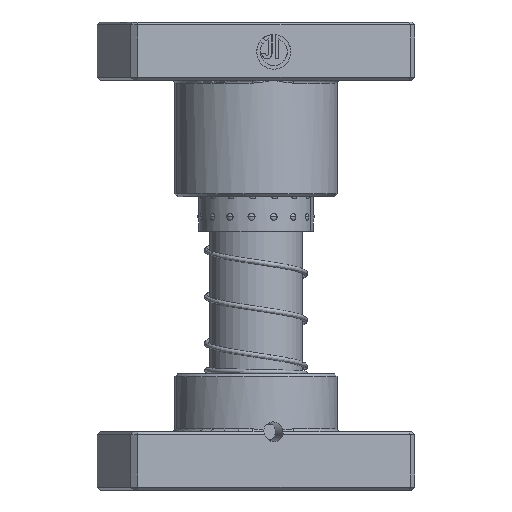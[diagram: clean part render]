
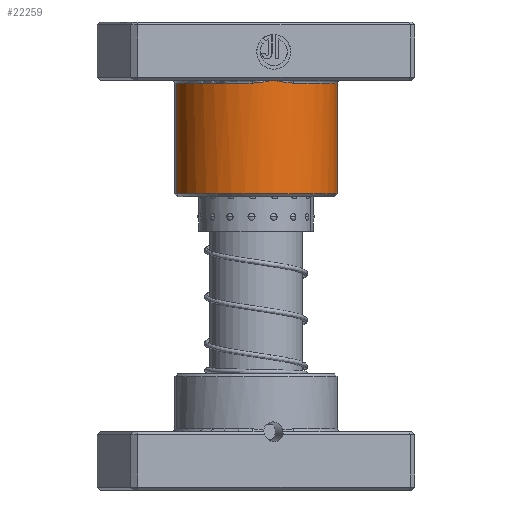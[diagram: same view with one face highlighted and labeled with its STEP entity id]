
A CAD part, front view. The second image highlights one B-rep face of the part: STEP entity #22259.
In plain terms, the highlighted cylindrical face has radius 28 mm (diameter 56 mm), a partial arc.
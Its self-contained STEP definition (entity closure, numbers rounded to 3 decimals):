
#796 = CARTESIAN_POINT ( 'NONE',  ( 7.289, 27.034, 21. ) ) ;
#1055 = ORIENTED_EDGE ( 'NONE', *, *, #27590, .T. ) ;
#1728 = CARTESIAN_POINT ( 'NONE',  ( -4.268, 27.68, 20.755 ) ) ;
#2197 = CARTESIAN_POINT ( 'NONE',  ( 0., 28., 20. ) ) ;
#4117 = CARTESIAN_POINT ( 'NONE',  ( 4.268, 27.68, 20.755 ) ) ;
#4458 = CARTESIAN_POINT ( 'NONE',  ( -28., 0., 59. ) ) ;
#4475 = VERTEX_POINT ( 'NONE', #14750 ) ;
#5055 = CARTESIAN_POINT ( 'NONE',  ( -6.081, 27.339, 20.959 ) ) ;
#5212 = VERTEX_POINT ( 'NONE', #20034 ) ;
#5243 = CIRCLE ( 'NONE', #28175, 28. ) ;
#7262 = CARTESIAN_POINT ( 'NONE',  ( 0., 0., 21. ) ) ;
#7431 = CARTESIAN_POINT ( 'NONE',  ( 2.446, 27.9, 20.46 ) ) ;
#7557 = DIRECTION ( 'NONE',  ( 0., 0., -1. ) ) ;
#8366 = CARTESIAN_POINT ( 'NONE',  ( -7.289, 27.034, 21. ) ) ;
#9059 = CARTESIAN_POINT ( 'NONE',  ( 0., 0., 60. ) ) ;
#10609 = DIRECTION ( 'NONE',  ( 1., 0., 0. ) ) ;
#10787 = CARTESIAN_POINT ( 'NONE',  ( 1.223, 27.975, 20.234 ) ) ;
#12228 = VECTOR ( 'NONE', #29740, 1000. ) ;
#13086 = B_SPLINE_CURVE_WITH_KNOTS ( 'NONE', 3,
 ( #796, #20632, #37114, #23968, #4117, #27321, #7431, #30646, #10787, #33946, #14124, #37253 ),
 .UNSPECIFIED., .F., .F.,
 ( 4, 2, 2, 2, 2, 4 ),
 ( 0., 0.002, 0.004, 0.006, 0.006, 0.007 ),
 .UNSPECIFIED. ) ;
#14124 = CARTESIAN_POINT ( 'NONE',  ( 0.304, 28., 20.058 ) ) ;
#14551 = EDGE_CURVE ( 'NONE', #17289, #36178, #13086, .T. ) ;
#14750 = CARTESIAN_POINT ( 'NONE',  ( -28., 0., 21. ) ) ;
#14909 = CARTESIAN_POINT ( 'NONE',  ( -1.223, 28., 20.235 ) ) ;
#15064 = EDGE_CURVE ( 'NONE', #42171, #4475, #38609, .T. ) ;
#15441 = FACE_OUTER_BOUND ( 'NONE', #19079, .T. ) ;
#15935 = AXIS2_PLACEMENT_3D ( 'NONE', #27455, #7557, #30784 ) ;
#16306 = CARTESIAN_POINT ( 'NONE',  ( 28., 0., 59. ) ) ;
#16417 = DIRECTION ( 'NONE',  ( 0., 0., 1. ) ) ;
#16987 = LINE ( 'NONE', #29840, #33541 ) ;
#17289 = VERTEX_POINT ( 'NONE', #32726 ) ;
#19079 = EDGE_LOOP ( 'NONE', ( #42941, #1055, #25029, #25150, #20585, #33179, #40608 ) ) ;
#20034 = CARTESIAN_POINT ( 'NONE',  ( 28., 0., 21. ) ) ;
#20585 = ORIENTED_EDGE ( 'NONE', *, *, #35503, .T. ) ;
#20632 = CARTESIAN_POINT ( 'NONE',  ( 6.685, 27.198, 21. ) ) ;
#21373 = CIRCLE ( 'NONE', #30008, 28. ) ;
#21566 = CARTESIAN_POINT ( 'NONE',  ( -2.448, 27.92, 20.472 ) ) ;
#22259 = ADVANCED_FACE ( 'NONE', ( #15441 ), #39743, .T. ) ;
#23968 = CARTESIAN_POINT ( 'NONE',  ( 4.873, 27.58, 20.837 ) ) ;
#24052 = B_SPLINE_CURVE_WITH_KNOTS ( 'NONE', 3,
 ( #41217, #14909, #21566, #1728, #24904, #5055, #28258, #8366 ),
 .UNSPECIFIED., .F., .F.,
 ( 4, 2, 2, 4 ),
 ( 0., 0.004, 0.006, 0.007 ),
 .UNSPECIFIED. ) ;
#24904 = CARTESIAN_POINT ( 'NONE',  ( -4.873, 27.58, 20.837 ) ) ;
#25029 = ORIENTED_EDGE ( 'NONE', *, *, #25971, .T. ) ;
#25150 = ORIENTED_EDGE ( 'NONE', *, *, #14551, .T. ) ;
#25971 = EDGE_CURVE ( 'NONE', #5212, #17289, #5243, .T. ) ;
#26843 = CARTESIAN_POINT ( 'NONE',  ( -28., 0., 60. ) ) ;
#27321 = CARTESIAN_POINT ( 'NONE',  ( 3.054, 27.84, 20.566 ) ) ;
#27455 = CARTESIAN_POINT ( 'NONE',  ( 0., 0., 59. ) ) ;
#27590 = EDGE_CURVE ( 'NONE', #35655, #5212, #16987, .T. ) ;
#28175 = AXIS2_PLACEMENT_3D ( 'NONE', #7262, #30489, #10609 ) ;
#28184 = VERTEX_POINT ( 'NONE', #30213 ) ;
#28258 = CARTESIAN_POINT ( 'NONE',  ( -6.685, 27.198, 21. ) ) ;
#29709 = AXIS2_PLACEMENT_3D ( 'NONE', #9059, #38852, #42046 ) ;
#29740 = DIRECTION ( 'NONE',  ( 0., 0., -1. ) ) ;
#29840 = CARTESIAN_POINT ( 'NONE',  ( 28., 0., 60. ) ) ;
#30008 = AXIS2_PLACEMENT_3D ( 'NONE', #36230, #16417, #39529 ) ;
#30213 = CARTESIAN_POINT ( 'NONE',  ( -7.289, 27.034, 21. ) ) ;
#30489 = DIRECTION ( 'NONE',  ( 0., 0., 1. ) ) ;
#30646 = CARTESIAN_POINT ( 'NONE',  ( 1.529, 27.96, 20.291 ) ) ;
#30784 = DIRECTION ( 'NONE',  ( 1., 0., 0. ) ) ;
#32726 = CARTESIAN_POINT ( 'NONE',  ( 7.289, 27.034, 21. ) ) ;
#33179 = ORIENTED_EDGE ( 'NONE', *, *, #34709, .T. ) ;
#33271 = DIRECTION ( 'NONE',  ( 0., 0., -1. ) ) ;
#33541 = VECTOR ( 'NONE', #33271, 1000. ) ;
#33946 = CARTESIAN_POINT ( 'NONE',  ( 0.611, 27.995, 20.118 ) ) ;
#34709 = EDGE_CURVE ( 'NONE', #28184, #4475, #21373, .T. ) ;
#35503 = EDGE_CURVE ( 'NONE', #36178, #28184, #24052, .T. ) ;
#35655 = VERTEX_POINT ( 'NONE', #16306 ) ;
#36178 = VERTEX_POINT ( 'NONE', #2197 ) ;
#36230 = CARTESIAN_POINT ( 'NONE',  ( 0., 0., 21. ) ) ;
#37114 = CARTESIAN_POINT ( 'NONE',  ( 6.081, 27.339, 20.959 ) ) ;
#37253 = CARTESIAN_POINT ( 'NONE',  ( 0., 28., 20. ) ) ;
#37388 = EDGE_CURVE ( 'NONE', #42171, #35655, #38160, .T. ) ;
#38160 = CIRCLE ( 'NONE', #15935, 28. ) ;
#38609 = LINE ( 'NONE', #26843, #12228 ) ;
#38852 = DIRECTION ( 'NONE',  ( 0., 0., -1. ) ) ;
#39529 = DIRECTION ( 'NONE',  ( 1., 0., 0. ) ) ;
#39743 = CYLINDRICAL_SURFACE ( 'NONE', #29709, 28. ) ;
#40608 = ORIENTED_EDGE ( 'NONE', *, *, #15064, .F. ) ;
#41217 = CARTESIAN_POINT ( 'NONE',  ( 0., 28., 20. ) ) ;
#42046 = DIRECTION ( 'NONE',  ( -1., 0., 0. ) ) ;
#42171 = VERTEX_POINT ( 'NONE', #4458 ) ;
#42941 = ORIENTED_EDGE ( 'NONE', *, *, #37388, .T. ) ;
